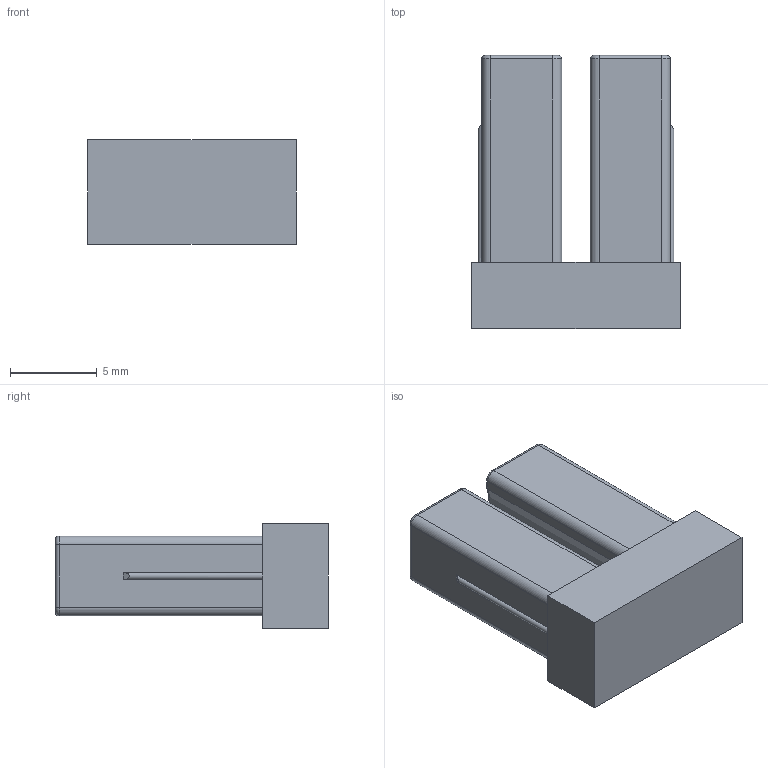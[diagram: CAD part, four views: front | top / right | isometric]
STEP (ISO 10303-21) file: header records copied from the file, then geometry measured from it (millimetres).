
FILE_DESCRIPTION (( 'STEP AP214' ), '1' );
FILE_NAME ('LC-SFP-CAP_3D.step', '2024-12-11T20:11:05', ( '' ), ( '' ), 'SwSTEP 2.0', 'SolidWorks 2022', '' );
FILE_SCHEMA (( 'AUTOMOTIVE_DESIGN' ));
Length unit declared in the file: inch
Products named in the file (1): LC-SFP-CAP_3D
Bounding box: 12 x 15.7 x 6 mm (x, y, z)
Volume: 717.5 mm3; surface area: 771.9 mm2
Topology: 1 solids, 1 shells, 70 faces, 168 edges, 102 vertices
Faces by surface type: cylinder 30, plane 22, torus 14, sphere 4
Entity records: 2024 total; most frequent: DIRECTION 372, CARTESIAN_POINT 355, ORIENTED_EDGE 320, EDGE_CURVE 160, AXIS2_PLACEMENT_3D 147, VERTEX_POINT 98, LINE 78, VECTOR 78
